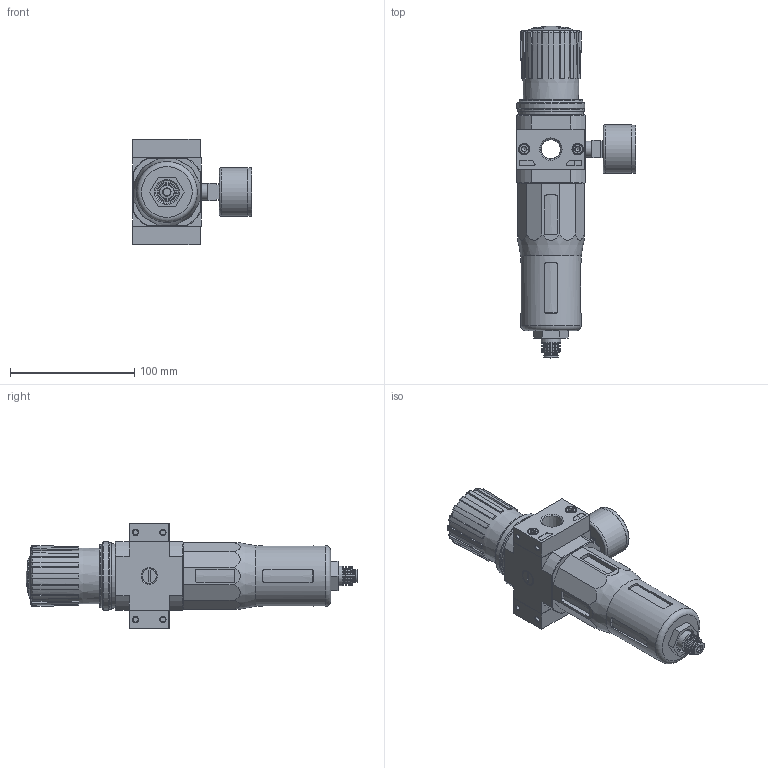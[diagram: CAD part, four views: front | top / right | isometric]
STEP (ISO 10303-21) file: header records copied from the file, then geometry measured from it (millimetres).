
FILE_DESCRIPTION(/* description */ ('STEP AP214'),/* implementation_level */ '2;1');
FILE_NAME(/* name */ '173785_LFR-3_8-D-5M-MIDI-A-NPT',/* time_stamp */ '2024-09-04T15:52:51+02:00',/* author */ ('License CC BY-ND 4.0'),/* organization */ ('CADENAS'),/* preprocessor_version */ 'ST-DEVELOPER v19.3',/* originating_system */ 'PARTsolutions',/* authorisation */ ' ');
FILE_SCHEMA (('AUTOMOTIVE_DESIGN {1 0 10303 214 3 1 1}'));
Length unit declared in the file: millimetre
Products named in the file (9): 173785 LFR-3/8-D-5M-MIDI-A-NPT---(0); 127311 LFR-D-5M-MIDI-A--(0); 8003639 PAGN-40-16-G14; 679808 PBL-3/8-D-MIDI-R-NPT--P1; DIN-912 - M5x18(F); 679807 PBL-3/8-D-MIDI-L-NPT--P1; 398012 LRVS-D-MINI; 373846 LR-MIDI; 526489 MS4-LFR-V
Assembly tree (11 placements, depth 2):
  173785 LFR-3/8-D-5M-MIDI-A-NPT---(0)
    127311 LFR-D-5M-MIDI-A--(0)
    8003639 PAGN-40-16-G14
    679808 PBL-3/8-D-MIDI-R-NPT--P1
    DIN-912 - M5x18(F)  x4
    679807 PBL-3/8-D-MIDI-L-NPT--P1
    398012 LRVS-D-MINI
    373846 LR-MIDI
    526489 MS4-LFR-V
Bounding box: 96.35 x 266.72 x 85 mm (x, y, z)
Volume: 588424.8 mm3; surface area: 83611 mm2
Topology: 11 solids, 12 shells, 631 faces, 1500 edges, 950 vertices
Faces by surface type: plane 321, cylinder 128, cone 115, torus 62, sphere 5
Full cylindrical faces by diameter (mm): 4.134 x8, 5 x4, 6 x1, 6.3 x1, 8.5 x4, 8.7 x1, 9.6 x1, 11 x2, 11.2 x1, 11.4 x1, 11.445 x2, 11.6 x1, 11.8 x1, 13.157 x2, 15.8 x1, 16 x1, 18 x1, 24.9 x1, 26.4 x1, 29.7 x1, 30.8 x1, 38.7 x1, 39 x2, 48.7 x1, 50.16 x1, 50.376 x1, 52 x1, 53.5 x1, 54.8 x1
Entity records: 18673 total; most frequent: CARTESIAN_POINT 3592, DIRECTION 2562, ORIENTED_EDGE 2432, EDGE_CURVE 1216, AXIS2_PLACEMENT_3D 1033, VERTEX_POINT 853, FACE_BOUND 735, EDGE_LOOP 734
